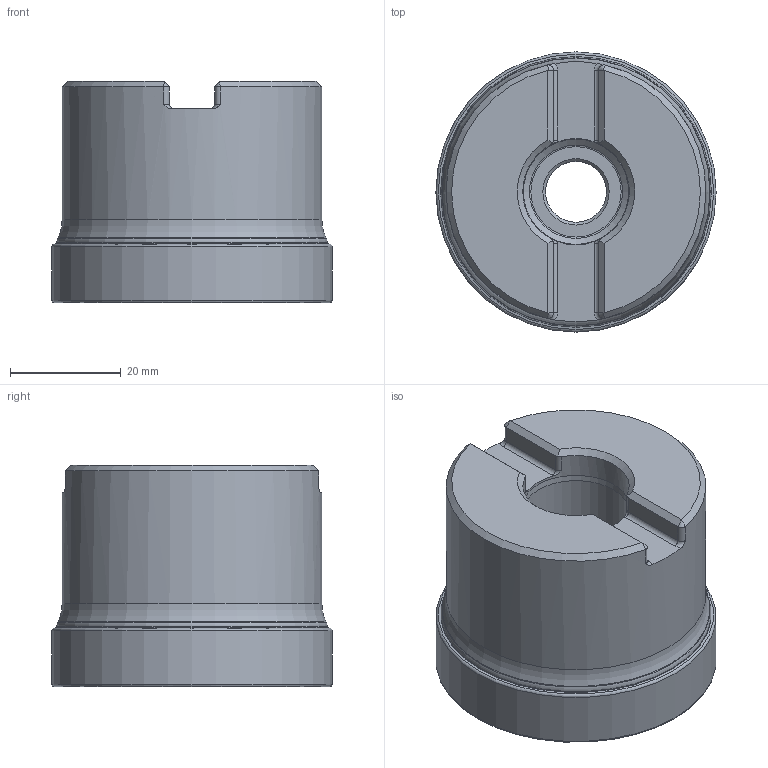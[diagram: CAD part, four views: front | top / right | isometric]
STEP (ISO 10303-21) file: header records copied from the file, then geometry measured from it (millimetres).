
FILE_DESCRIPTION(/* description */ (''),/* implementation_level */ '2;1');
FILE_NAME(/* name */ '202737841ndi000_00.stp',/* time_stamp */ '2019-12-04T08:31:29+01:00',/* author */ (''),/* organization */ (''),/* preprocessor_version */ 'ST-DEVELOPER v16.7',/* originating_system */ 'SIEMENS PLM Software NX 12.0',/* authorisation */ '');
FILE_SCHEMA (('AUTOMOTIVE_DESIGN { 1 0 10303 214 3 1 1 1 }'));
Length unit declared in the file: millimetre
Products named in the file (1): mp5418A4A6D7z6xk
Bounding box: 50.69 x 50.69 x 40 mm (x, y, z)
Volume: 66611.9 mm3; surface area: 15838.5 mm2
Topology: 2 solids, 2 shells, 101 faces, 235 edges, 134 vertices
Faces by surface type: cylinder 28, cone 22, torus 19, revolution 16, plane 16
Full cylindrical faces by diameter (mm): 11 x1, 16 x1, 19.056 x1, 19.25 x1, 47 x1, 48.911 x1
Entity records: 2900 total; most frequent: CARTESIAN_POINT 823, DIRECTION 432, ORIENTED_EDGE 352, AXIS2_PLACEMENT_3D 186, EDGE_CURVE 176, EDGE_LOOP 152, VERTEX_POINT 126, FACE_BOUND 102
